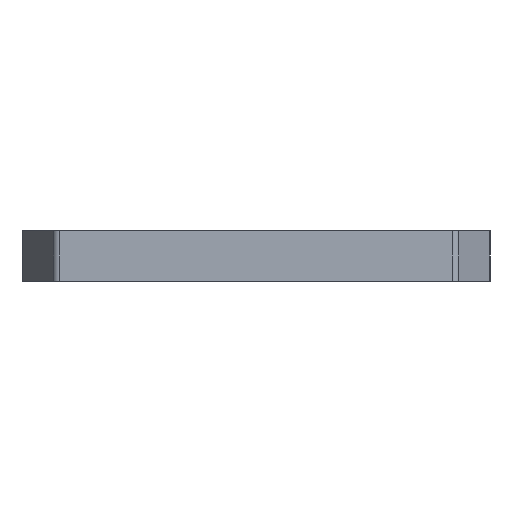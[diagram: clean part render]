
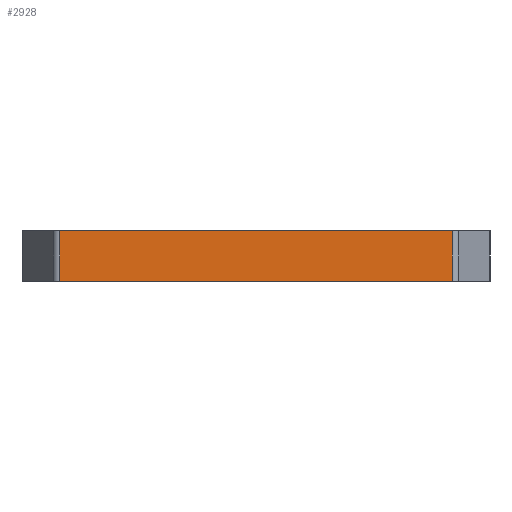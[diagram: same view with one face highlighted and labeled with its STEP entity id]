
A CAD part, front view. The second image highlights one B-rep face of the part: STEP entity #2928.
In plain terms, the highlighted planar face has unit normal (0, -1, 0).
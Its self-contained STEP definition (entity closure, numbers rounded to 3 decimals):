
#117=PLANE('',#3257);
#236=FACE_OUTER_BOUND('',#433,.T.);
#433=EDGE_LOOP('',(#2447,#2448,#2449,#2450));
#657=LINE('',#4838,#886);
#674=LINE('',#4924,#903);
#690=LINE('',#5003,#919);
#691=LINE('',#5005,#920);
#886=VECTOR('',#3863,10.);
#903=VECTOR('',#3944,10.);
#919=VECTOR('',#4024,1000.);
#920=VECTOR('',#4027,1000.);
#1347=VERTEX_POINT('',#4835);
#1348=VERTEX_POINT('',#4837);
#1384=VERTEX_POINT('',#4921);
#1385=VERTEX_POINT('',#4923);
#1704=EDGE_CURVE('',#1348,#1347,#657,.T.);
#1748=EDGE_CURVE('',#1384,#1385,#674,.T.);
#1789=EDGE_CURVE('',#1347,#1385,#690,.T.);
#1790=EDGE_CURVE('',#1384,#1348,#691,.T.);
#2447=ORIENTED_EDGE('',*,*,#1748,.F.);
#2448=ORIENTED_EDGE('',*,*,#1790,.T.);
#2449=ORIENTED_EDGE('',*,*,#1704,.T.);
#2450=ORIENTED_EDGE('',*,*,#1789,.T.);
#2928=ADVANCED_FACE('',(#236),#117,.F.);
#3257=AXIS2_PLACEMENT_3D('',#5004,#4025,#4026);
#3863=DIRECTION('',(1.,0.,0.));
#3944=DIRECTION('',(1.,0.,0.));
#4024=DIRECTION('',(0.,0.,1.));
#4025=DIRECTION('center_axis',(0.,1.,0.));
#4026=DIRECTION('ref_axis',(-1.,0.,0.));
#4027=DIRECTION('',(0.,0.,-1.));
#4835=CARTESIAN_POINT('',(27.234,-21.83,0.5));
#4837=CARTESIAN_POINT('',(-27.234,-21.83,0.5));
#4838=CARTESIAN_POINT('',(13.905,-21.83,0.5));
#4921=CARTESIAN_POINT('',(-27.234,-21.83,7.5));
#4923=CARTESIAN_POINT('',(27.234,-21.83,7.5));
#4924=CARTESIAN_POINT('',(13.905,-21.83,7.5));
#5003=CARTESIAN_POINT('',(27.234,-21.83,8.));
#5004=CARTESIAN_POINT('Origin',(27.811,-21.83,8.));
#5005=CARTESIAN_POINT('',(-27.234,-21.83,8.));
